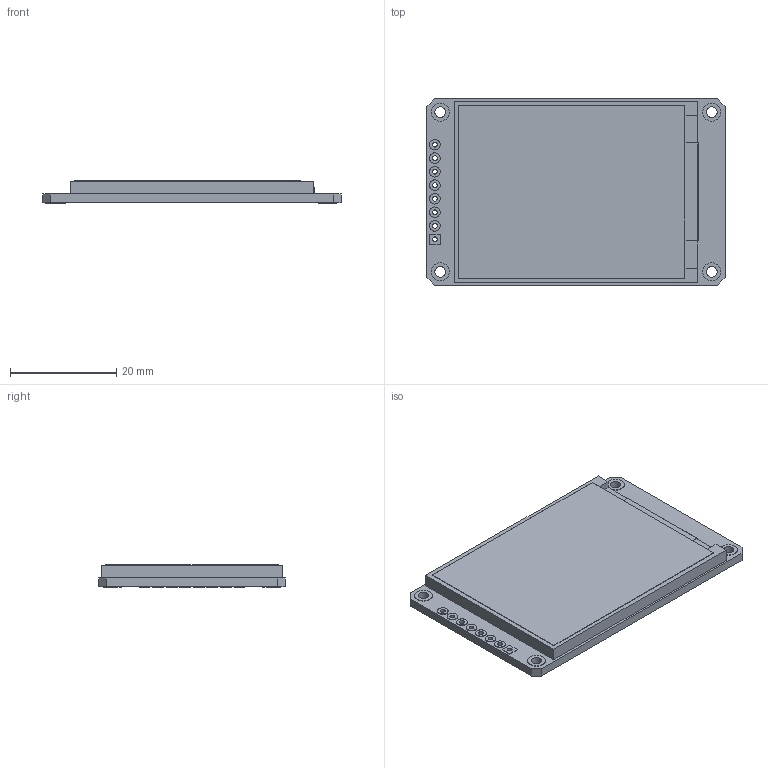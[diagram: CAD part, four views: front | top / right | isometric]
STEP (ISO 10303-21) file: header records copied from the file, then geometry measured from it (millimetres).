
FILE_DESCRIPTION(/* description */ (''),/* implementation_level */ '2;1');
FILE_NAME(/* name */ '1.8_inches_128x160_RGB_TFT_LCD.stp',/* time_stamp */ '2019-10-25T13:08:33-03:00',/* author */ ('Pablo'),/* organization */ (''),/* preprocessor_version */ 'ST-DEVELOPER v17',/* originating_system */ 'Autodesk Inventor 2019',/* authorisation */ '');
FILE_SCHEMA (('AUTOMOTIVE_DESIGN { 1 0 10303 214 3 1 1 }'));
Length unit declared in the file: millimetre
Products named in the file (1): 1.8_inches_128x160_RGB_TFT_LCD
Bounding box: 56 x 35 x 4.25 mm (x, y, z)
Volume: 6991.5 mm3; surface area: 4682.5 mm2
Topology: 1 solids, 1 shells, 96 faces, 219 edges, 150 vertices
Faces by surface type: plane 61, cylinder 35
Full cylindrical faces by diameter (mm): 0.9 x8, 2 x18, 3.4 x8
Entity records: 2939 total; most frequent: DIRECTION 495, CARTESIAN_POINT 466, ORIENTED_EDGE 438, EDGE_CURVE 219, AXIS2_PLACEMENT_3D 179, VERTEX_POINT 150, EDGE_LOOP 145, LINE 137
